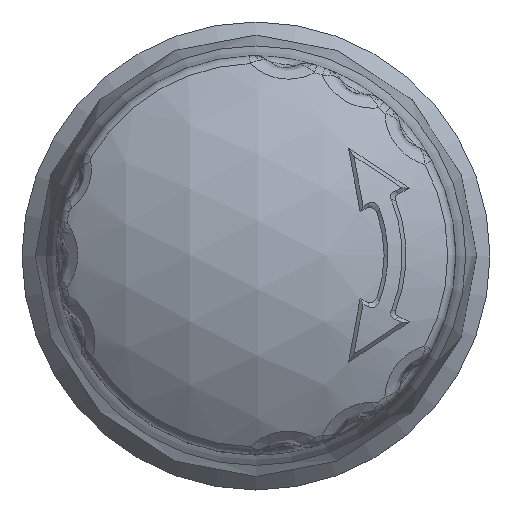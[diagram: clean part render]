
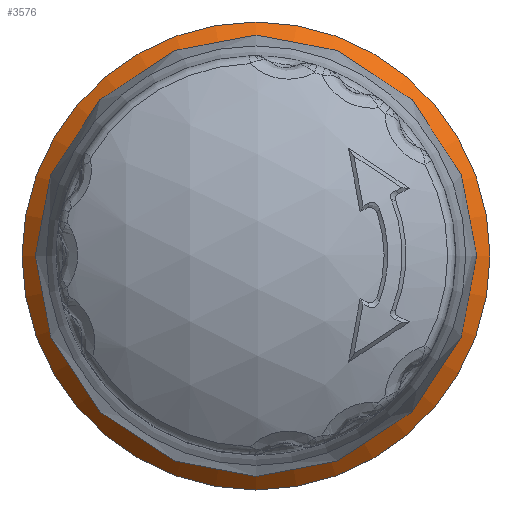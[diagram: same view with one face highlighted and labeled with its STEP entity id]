
A CAD part, top view. The second image highlights one B-rep face of the part: STEP entity #3576.
In plain terms, the highlighted conical face has half-angle 45 degrees and reference radius 17.473 mm.
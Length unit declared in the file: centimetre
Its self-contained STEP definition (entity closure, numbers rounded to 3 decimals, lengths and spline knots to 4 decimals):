
#246=CONICAL_SURFACE('',#3839,1.7473,45.);
#735=FACE_BOUND('',#1043,.T.);
#791=FACE_OUTER_BOUND('',#1042,.T.);
#1042=EDGE_LOOP('',(#2452));
#1043=EDGE_LOOP('',(#2453));
#1334=CIRCLE('',#3838,1.6446);
#1335=CIRCLE('',#3840,1.85);
#1548=VERTEX_POINT('',#5247);
#1549=VERTEX_POINT('',#5250);
#1900=EDGE_CURVE('',#1548,#1548,#1334,.T.);
#1901=EDGE_CURVE('',#1549,#1549,#1335,.T.);
#2452=ORIENTED_EDGE('',*,*,#1901,.F.);
#2453=ORIENTED_EDGE('',*,*,#1900,.T.);
#3576=ADVANCED_FACE('',(#791,#735),#246,.T.);
#3838=AXIS2_PLACEMENT_3D('',#5248,#4276,#4277);
#3839=AXIS2_PLACEMENT_3D('',#5249,#4278,#4279);
#3840=AXIS2_PLACEMENT_3D('',#5251,#4280,#4281);
#4276=DIRECTION('center_axis',(0.,0.,
-1.));
#4277=DIRECTION('ref_axis',(0.,-1.,0.));
#4278=DIRECTION('center_axis',(0.,0.,
-1.));
#4279=DIRECTION('ref_axis',(0.,-1.,0.));
#4280=DIRECTION('center_axis',(0.,0.,
-1.));
#4281=DIRECTION('ref_axis',(0.,-1.,0.));
#5247=CARTESIAN_POINT('',(0.,-1.6446,2.3453));
#5248=CARTESIAN_POINT('Origin',(0.,0.,
2.3453));
#5249=CARTESIAN_POINT('Origin',(0.,0.,
2.2426));
#5250=CARTESIAN_POINT('',(0.,-1.85,2.1399));
#5251=CARTESIAN_POINT('Origin',(0.,0.,
2.1399));
